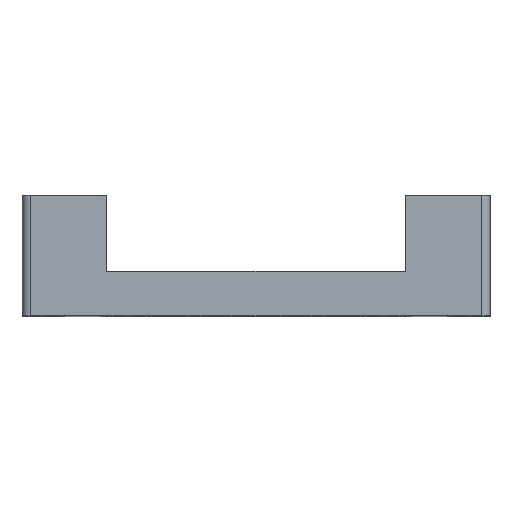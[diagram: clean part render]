
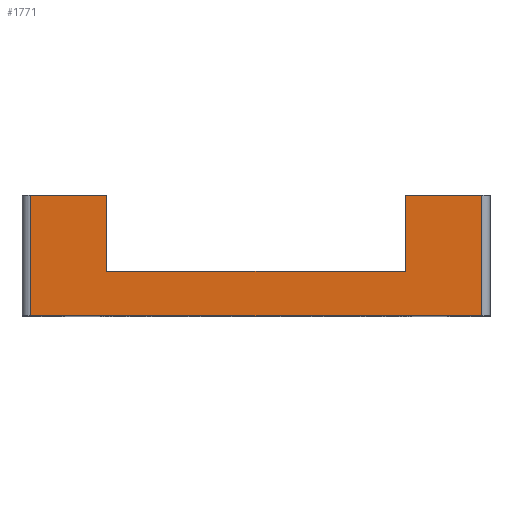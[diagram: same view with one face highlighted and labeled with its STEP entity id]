
A CAD part, top view. The second image highlights one B-rep face of the part: STEP entity #1771.
In plain terms, the highlighted planar face has unit normal (0, 0, 1).
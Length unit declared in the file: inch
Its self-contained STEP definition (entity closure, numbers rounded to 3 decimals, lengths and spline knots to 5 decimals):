
#58 = LINE ( 'NONE', #1831, #611 ) ;
#99 = VERTEX_POINT ( 'NONE', #647 ) ;
#153 = DIRECTION ( 'NONE',  ( 1., 0., 0. ) ) ;
#188 = AXIS2_PLACEMENT_3D ( 'NONE', #1995, #2435, #1094 ) ;
#233 = LINE ( 'NONE', #1673, #782 ) ;
#240 = ORIENTED_EDGE ( 'NONE', *, *, #2717, .F. ) ;
#256 = ORIENTED_EDGE ( 'NONE', *, *, #1126, .F. ) ;
#316 = CARTESIAN_POINT ( 'NONE',  ( 0.4206, 0.3397, 0.65 ) ) ;
#400 = VERTEX_POINT ( 'NONE', #1625 ) ;
#440 = DIRECTION ( 'NONE',  ( 0., 1., 0. ) ) ;
#493 = EDGE_CURVE ( 'NONE', #2933, #1293, #58, .T. ) ;
#515 = EDGE_CURVE ( 'NONE', #1603, #2077, #1763, .T. ) ;
#562 = CARTESIAN_POINT ( 'NONE',  ( -0.635, 0.3397, 0.65 ) ) ;
#611 = VECTOR ( 'NONE', #2025, 39.37008 ) ;
#639 = CARTESIAN_POINT ( 'NONE',  ( 0.635, 0., 0.65 ) ) ;
#647 = CARTESIAN_POINT ( 'NONE',  ( -0.4206, 0.125, 0.65 ) ) ;
#668 = LINE ( 'NONE', #2886, #2265 ) ;
#674 = LINE ( 'NONE', #1777, #2403 ) ;
#681 = VERTEX_POINT ( 'NONE', #639 ) ;
#735 = EDGE_CURVE ( 'NONE', #681, #1432, #2112, .T. ) ;
#782 = VECTOR ( 'NONE', #2538, 39.37008 ) ;
#818 = CARTESIAN_POINT ( 'NONE',  ( -0.4206, 0.3397, 0.65 ) ) ;
#838 = EDGE_CURVE ( 'NONE', #1603, #400, #233, .T. ) ;
#900 = VECTOR ( 'NONE', #1968, 39.37008 ) ;
#1091 = VECTOR ( 'NONE', #2323, 39.37008 ) ;
#1094 = DIRECTION ( 'NONE',  ( -1., 0., 0. ) ) ;
#1126 = EDGE_CURVE ( 'NONE', #99, #1293, #668, .T. ) ;
#1184 = ORIENTED_EDGE ( 'NONE', *, *, #2434, .T. ) ;
#1234 = ORIENTED_EDGE ( 'NONE', *, *, #735, .T. ) ;
#1293 = VERTEX_POINT ( 'NONE', #2718 ) ;
#1432 = VERTEX_POINT ( 'NONE', #2771 ) ;
#1521 = LINE ( 'NONE', #818, #900 ) ;
#1525 = VECTOR ( 'NONE', #440, 39.37008 ) ;
#1555 = PLANE ( 'NONE',  #188 ) ;
#1587 = ORIENTED_EDGE ( 'NONE', *, *, #515, .F. ) ;
#1603 = VERTEX_POINT ( 'NONE', #562 ) ;
#1625 = CARTESIAN_POINT ( 'NONE',  ( -0.635, 0., 0.65 ) ) ;
#1666 = EDGE_CURVE ( 'NONE', #2077, #99, #1521, .T. ) ;
#1673 = CARTESIAN_POINT ( 'NONE',  ( -0.635, 0.125, 0.65 ) ) ;
#1698 = LINE ( 'NONE', #2777, #1091 ) ;
#1763 = LINE ( 'NONE', #2055, #2281 ) ;
#1771 = ADVANCED_FACE ( 'NONE', ( #2624 ), #1555, .F. ) ;
#1777 = CARTESIAN_POINT ( 'NONE',  ( -0.66, 0., 0.65 ) ) ;
#1831 = CARTESIAN_POINT ( 'NONE',  ( 0.4206, 0.3397, 0.65 ) ) ;
#1968 = DIRECTION ( 'NONE',  ( 0., -1., 0. ) ) ;
#1995 = CARTESIAN_POINT ( 'NONE',  ( -0.66, 0.125, 0.65 ) ) ;
#2017 = ORIENTED_EDGE ( 'NONE', *, *, #1666, .F. ) ;
#2025 = DIRECTION ( 'NONE',  ( 0., -1., 0. ) ) ;
#2055 = CARTESIAN_POINT ( 'NONE',  ( -0.66, 0.3397, 0.65 ) ) ;
#2077 = VERTEX_POINT ( 'NONE', #2508 ) ;
#2112 = LINE ( 'NONE', #2709, #1525 ) ;
#2265 = VECTOR ( 'NONE', #153, 39.37008 ) ;
#2281 = VECTOR ( 'NONE', #2607, 39.37008 ) ;
#2323 = DIRECTION ( 'NONE',  ( 1., 0., 0. ) ) ;
#2403 = VECTOR ( 'NONE', #2890, 39.37008 ) ;
#2406 = EDGE_LOOP ( 'NONE', ( #1184, #1234, #240, #2484, #256, #2017, #1587, #2772 ) ) ;
#2434 = EDGE_CURVE ( 'NONE', #400, #681, #674, .T. ) ;
#2435 = DIRECTION ( 'NONE',  ( 0., 0., -1. ) ) ;
#2484 = ORIENTED_EDGE ( 'NONE', *, *, #493, .T. ) ;
#2508 = CARTESIAN_POINT ( 'NONE',  ( -0.4206, 0.3397, 0.65 ) ) ;
#2538 = DIRECTION ( 'NONE',  ( 0., -1., 0. ) ) ;
#2607 = DIRECTION ( 'NONE',  ( 1., 0., 0. ) ) ;
#2624 = FACE_OUTER_BOUND ( 'NONE', #2406, .T. ) ;
#2709 = CARTESIAN_POINT ( 'NONE',  ( 0.635, 0.125, 0.65 ) ) ;
#2717 = EDGE_CURVE ( 'NONE', #2933, #1432, #1698, .T. ) ;
#2718 = CARTESIAN_POINT ( 'NONE',  ( 0.4206, 0.125, 0.65 ) ) ;
#2771 = CARTESIAN_POINT ( 'NONE',  ( 0.635, 0.3397, 0.65 ) ) ;
#2772 = ORIENTED_EDGE ( 'NONE', *, *, #838, .T. ) ;
#2777 = CARTESIAN_POINT ( 'NONE',  ( 0.66, 0.3397, 0.65 ) ) ;
#2886 = CARTESIAN_POINT ( 'NONE',  ( -0.66, 0.125, 0.65 ) ) ;
#2890 = DIRECTION ( 'NONE',  ( 1., 0., 0. ) ) ;
#2933 = VERTEX_POINT ( 'NONE', #316 ) ;
